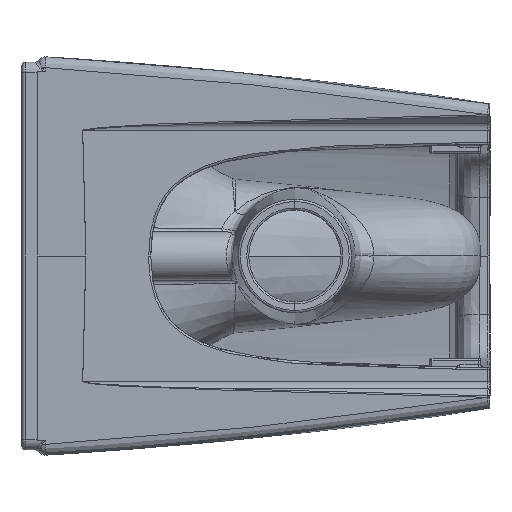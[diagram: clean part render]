
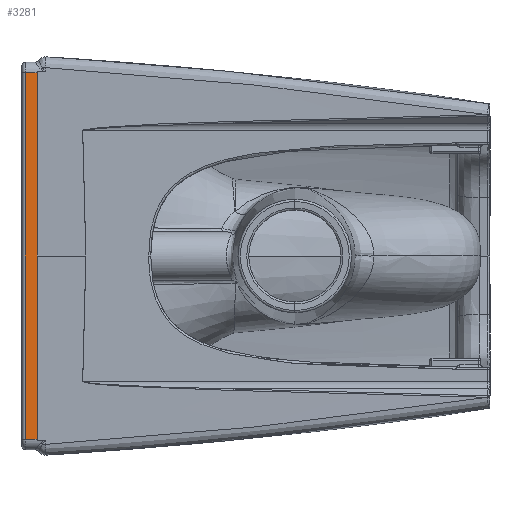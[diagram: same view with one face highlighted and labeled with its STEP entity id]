
A CAD part, left-side view. The second image highlights one B-rep face of the part: STEP entity #3281.
In plain terms, the highlighted planar face has unit normal (-1, 0, 0).
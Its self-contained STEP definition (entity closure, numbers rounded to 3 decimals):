
#3281 = ADVANCED_FACE ( 'NONE', ( #77938 ), #164168, .F. ) ;
#7974 = EDGE_CURVE ( 'NONE', #12500, #179602, #14406, .T. ) ;
#12500 = VERTEX_POINT ( 'NONE', #180389 ) ;
#14406 = LINE ( 'NONE', #160269, #148345 ) ;
#17981 = LINE ( 'NONE', #35914, #124295 ) ;
#19321 = ORIENTED_EDGE ( 'NONE', *, *, #54447, .T. ) ;
#23559 = VECTOR ( 'NONE', #170149, 1000. ) ;
#26822 = CARTESIAN_POINT ( 'NONE',  ( 1.576, 431., -225.001 ) ) ;
#30501 = DIRECTION ( 'NONE',  ( 0., 0., 1. ) ) ;
#35914 = CARTESIAN_POINT ( 'NONE',  ( 1.576, 434., 124.826 ) ) ;
#54447 = EDGE_CURVE ( 'NONE', #166871, #139868, #153779, .T. ) ;
#66632 = DIRECTION ( 'NONE',  ( 0., 0., -1. ) ) ;
#77938 = FACE_OUTER_BOUND ( 'NONE', #124081, .T. ) ;
#78882 = DIRECTION ( 'NONE',  ( 0., 1., 0. ) ) ;
#83274 = CARTESIAN_POINT ( 'NONE',  ( 1.576, 420., 124.826 ) ) ;
#84618 = AXIS2_PLACEMENT_3D ( 'NONE', #91238, #149024, #78882 ) ;
#84859 = CARTESIAN_POINT ( 'NONE',  ( 1.576, 434., -214.826 ) ) ;
#91238 = CARTESIAN_POINT ( 'NONE',  ( 1.576, 434., -225.001 ) ) ;
#93695 = DIRECTION ( 'NONE',  ( 0., 1., 0. ) ) ;
#99595 = ORIENTED_EDGE ( 'NONE', *, *, #7974, .T. ) ;
#99596 = EDGE_CURVE ( 'NONE', #179602, #166871, #17981, .T. ) ;
#112200 = CARTESIAN_POINT ( 'NONE',  ( 1.576, 431., -214.826 ) ) ;
#112723 = ORIENTED_EDGE ( 'NONE', *, *, #136418, .T. ) ;
#124081 = EDGE_LOOP ( 'NONE', ( #158755, #19321, #112723, #99595 ) ) ;
#124295 = VECTOR ( 'NONE', #93695, 1000. ) ;
#127541 = LINE ( 'NONE', #84859, #23559 ) ;
#136418 = EDGE_CURVE ( 'NONE', #139868, #12500, #127541, .T. ) ;
#139868 = VERTEX_POINT ( 'NONE', #112200 ) ;
#148345 = VECTOR ( 'NONE', #30501, 1000. ) ;
#148587 = VECTOR ( 'NONE', #66632, 1000. ) ;
#149024 = DIRECTION ( 'NONE',  ( 1., 0., 0. ) ) ;
#153779 = LINE ( 'NONE', #26822, #148587 ) ;
#158755 = ORIENTED_EDGE ( 'NONE', *, *, #99596, .T. ) ;
#160269 = CARTESIAN_POINT ( 'NONE',  ( 1.576, 420., -225.001 ) ) ;
#164168 = PLANE ( 'NONE',  #84618 ) ;
#166871 = VERTEX_POINT ( 'NONE', #178673 ) ;
#170149 = DIRECTION ( 'NONE',  ( 0., -1., 0. ) ) ;
#178673 = CARTESIAN_POINT ( 'NONE',  ( 1.576, 431., 124.826 ) ) ;
#179602 = VERTEX_POINT ( 'NONE', #83274 ) ;
#180389 = CARTESIAN_POINT ( 'NONE',  ( 1.576, 420., -214.826 ) ) ;
